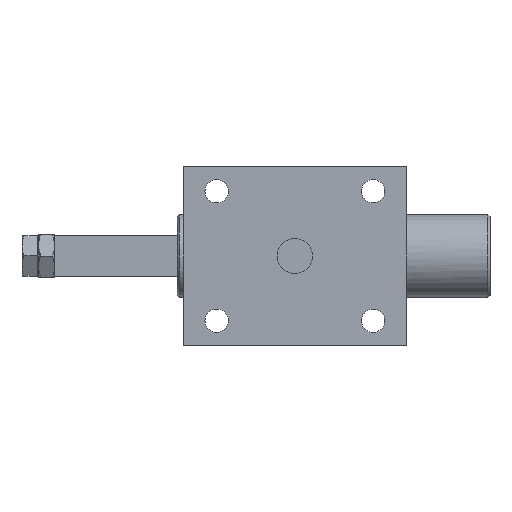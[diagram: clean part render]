
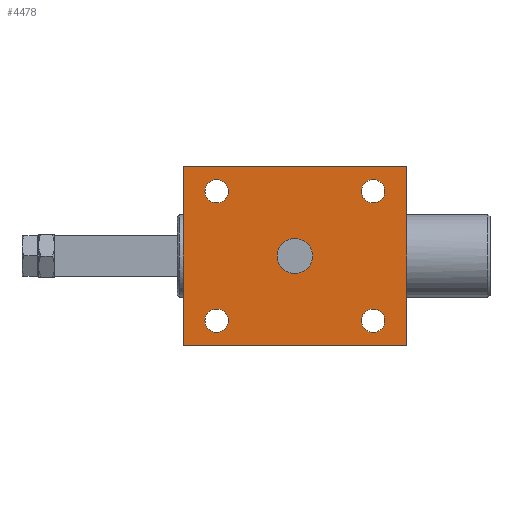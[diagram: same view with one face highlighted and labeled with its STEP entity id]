
A CAD part, front view. The second image highlights one B-rep face of the part: STEP entity #4478.
In plain terms, the highlighted planar face has unit normal (0, -1, 0).
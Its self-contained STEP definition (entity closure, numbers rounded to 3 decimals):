
#19 = LINE ( 'NONE', #3215, #1272 ) ;
#20 = EDGE_LOOP ( 'NONE', ( #3571, #786, #4125, #2885 ) ) ;
#39 = VERTEX_POINT ( 'NONE', #2879 ) ;
#61 = EDGE_CURVE ( 'NONE', #4336, #2789, #5967, .T. ) ;
#66 = CARTESIAN_POINT ( 'NONE',  ( 35., 0., -29. ) ) ;
#110 = EDGE_LOOP ( 'NONE', ( #1023, #5585 ) ) ;
#114 = AXIS2_PLACEMENT_3D ( 'NONE', #142, #3860, #695 ) ;
#116 = VERTEX_POINT ( 'NONE', #2577 ) ;
#142 = CARTESIAN_POINT ( 'NONE',  ( 0., 0., 0. ) ) ;
#152 = FACE_BOUND ( 'NONE', #5061, .T. ) ;
#155 = AXIS2_PLACEMENT_3D ( 'NONE', #4163, #3708, #3677 ) ;
#169 = CARTESIAN_POINT ( 'NONE',  ( 0., 0., 7.9 ) ) ;
#177 = CIRCLE ( 'NONE', #114, 7.9 ) ;
#273 = CIRCLE ( 'NONE', #473, 5.25 ) ;
#299 = VERTEX_POINT ( 'NONE', #1710 ) ;
#300 = EDGE_LOOP ( 'NONE', ( #3373, #3036 ) ) ;
#313 = DIRECTION ( 'NONE',  ( 1., 0., 0. ) ) ;
#341 = FACE_BOUND ( 'NONE', #300, .T. ) ;
#415 = EDGE_LOOP ( 'NONE', ( #4578, #721 ) ) ;
#440 = DIRECTION ( 'NONE',  ( 0., 0., 1. ) ) ;
#473 = AXIS2_PLACEMENT_3D ( 'NONE', #6088, #1062, #6401 ) ;
#486 = CIRCLE ( 'NONE', #3365, 5.25 ) ;
#551 = LINE ( 'NONE', #1722, #3380 ) ;
#572 = DIRECTION ( 'NONE',  ( 0., 0., 1. ) ) ;
#583 = DIRECTION ( 'NONE',  ( -1., 0., 0. ) ) ;
#595 = AXIS2_PLACEMENT_3D ( 'NONE', #2818, #2812, #2805 ) ;
#695 = DIRECTION ( 'NONE',  ( 0., 0., 1. ) ) ;
#721 = ORIENTED_EDGE ( 'NONE', *, *, #2039, .F. ) ;
#786 = ORIENTED_EDGE ( 'NONE', *, *, #1771, .F. ) ;
#807 = DIRECTION ( 'NONE',  ( 0., 1., 0. ) ) ;
#839 = CARTESIAN_POINT ( 'NONE',  ( 35., 0., -23.75 ) ) ;
#1023 = ORIENTED_EDGE ( 'NONE', *, *, #61, .F. ) ;
#1062 = DIRECTION ( 'NONE',  ( 0., -1., 0. ) ) ;
#1064 = DIRECTION ( 'NONE',  ( 0., 0., -1. ) ) ;
#1071 = DIRECTION ( 'NONE',  ( 0., -1., 0. ) ) ;
#1151 = CARTESIAN_POINT ( 'NONE',  ( 50., 0., -40. ) ) ;
#1200 = AXIS2_PLACEMENT_3D ( 'NONE', #6641, #1906, #5827 ) ;
#1272 = VECTOR ( 'NONE', #583, 1000. ) ;
#1342 = CARTESIAN_POINT ( 'NONE',  ( -50., 0., 40. ) ) ;
#1457 = CARTESIAN_POINT ( 'NONE',  ( 35., 0., 29. ) ) ;
#1474 = DIRECTION ( 'NONE',  ( 0., 0., -1. ) ) ;
#1571 = FACE_BOUND ( 'NONE', #415, .T. ) ;
#1707 = CARTESIAN_POINT ( 'NONE',  ( -35., 0., 23.75 ) ) ;
#1710 = CARTESIAN_POINT ( 'NONE',  ( -35., 0., -34.25 ) ) ;
#1722 = CARTESIAN_POINT ( 'NONE',  ( -50., 0., -40. ) ) ;
#1728 = EDGE_CURVE ( 'NONE', #2745, #4483, #551, .T. ) ;
#1771 = EDGE_CURVE ( 'NONE', #5783, #2745, #19, .T. ) ;
#1783 = EDGE_CURVE ( 'NONE', #1961, #5783, #2724, .T. ) ;
#1822 = EDGE_CURVE ( 'NONE', #39, #2058, #2555, .T. ) ;
#1862 = PLANE ( 'NONE',  #5649 ) ;
#1866 = DIRECTION ( 'NONE',  ( 0., 0., -1. ) ) ;
#1874 = EDGE_CURVE ( 'NONE', #6158, #116, #2976, .T. ) ;
#1906 = DIRECTION ( 'NONE',  ( 0., -1., 0. ) ) ;
#1946 = ORIENTED_EDGE ( 'NONE', *, *, #6303, .F. ) ;
#1954 = DIRECTION ( 'NONE',  ( 0., -1., 0. ) ) ;
#1961 = VERTEX_POINT ( 'NONE', #6795 ) ;
#2010 = DIRECTION ( 'NONE',  ( 0., 0., 1. ) ) ;
#2039 = EDGE_CURVE ( 'NONE', #6852, #299, #273, .T. ) ;
#2058 = VERTEX_POINT ( 'NONE', #169 ) ;
#2152 = EDGE_CURVE ( 'NONE', #2789, #4336, #4424, .T. ) ;
#2227 = EDGE_CURVE ( 'NONE', #116, #6158, #4254, .T. ) ;
#2257 = EDGE_CURVE ( 'NONE', #299, #6852, #4017, .T. ) ;
#2555 = CIRCLE ( 'NONE', #1200, 7.9 ) ;
#2577 = CARTESIAN_POINT ( 'NONE',  ( 35., 0., -34.25 ) ) ;
#2586 = EDGE_CURVE ( 'NONE', #5979, #3381, #4097, .T. ) ;
#2724 = LINE ( 'NONE', #4417, #5400 ) ;
#2745 = VERTEX_POINT ( 'NONE', #4822 ) ;
#2789 = VERTEX_POINT ( 'NONE', #3461 ) ;
#2805 = DIRECTION ( 'NONE',  ( 0., 0., 1. ) ) ;
#2812 = DIRECTION ( 'NONE',  ( 0., -1., 0. ) ) ;
#2818 = CARTESIAN_POINT ( 'NONE',  ( -35., 0., 29. ) ) ;
#2879 = CARTESIAN_POINT ( 'NONE',  ( 0., 0., -7.9 ) ) ;
#2885 = ORIENTED_EDGE ( 'NONE', *, *, #2901, .F. ) ;
#2901 = EDGE_CURVE ( 'NONE', #4483, #1961, #4520, .T. ) ;
#2939 = DIRECTION ( 'NONE',  ( 0., -1., 0. ) ) ;
#2975 = EDGE_CURVE ( 'NONE', #2058, #39, #177, .T. ) ;
#2976 = CIRCLE ( 'NONE', #5305, 5.25 ) ;
#3036 = ORIENTED_EDGE ( 'NONE', *, *, #1874, .F. ) ;
#3107 = DIRECTION ( 'NONE',  ( 0., -1., 0. ) ) ;
#3207 = AXIS2_PLACEMENT_3D ( 'NONE', #4796, #1071, #4342 ) ;
#3215 = CARTESIAN_POINT ( 'NONE',  ( -50., 0., -40. ) ) ;
#3271 = CARTESIAN_POINT ( 'NONE',  ( 35., 0., -29. ) ) ;
#3290 = CARTESIAN_POINT ( 'NONE',  ( 35., 0., 23.75 ) ) ;
#3365 = AXIS2_PLACEMENT_3D ( 'NONE', #1457, #5218, #2010 ) ;
#3373 = ORIENTED_EDGE ( 'NONE', *, *, #2227, .F. ) ;
#3380 = VECTOR ( 'NONE', #440, 1000. ) ;
#3381 = VERTEX_POINT ( 'NONE', #3290 ) ;
#3461 = CARTESIAN_POINT ( 'NONE',  ( -35., 0., 34.25 ) ) ;
#3571 = ORIENTED_EDGE ( 'NONE', *, *, #1728, .F. ) ;
#3677 = DIRECTION ( 'NONE',  ( 0., 0., 1. ) ) ;
#3698 = AXIS2_PLACEMENT_3D ( 'NONE', #66, #1954, #1474 ) ;
#3708 = DIRECTION ( 'NONE',  ( 0., -1., 0. ) ) ;
#3790 = ORIENTED_EDGE ( 'NONE', *, *, #1822, .F. ) ;
#3860 = DIRECTION ( 'NONE',  ( 0., -1., 0. ) ) ;
#3980 = CARTESIAN_POINT ( 'NONE',  ( -50., 0., 40. ) ) ;
#4017 = CIRCLE ( 'NONE', #3207, 5.25 ) ;
#4062 = AXIS2_PLACEMENT_3D ( 'NONE', #6762, #2939, #572 ) ;
#4097 = CIRCLE ( 'NONE', #155, 5.25 ) ;
#4125 = ORIENTED_EDGE ( 'NONE', *, *, #1783, .F. ) ;
#4163 = CARTESIAN_POINT ( 'NONE',  ( 35., 0., 29. ) ) ;
#4254 = CIRCLE ( 'NONE', #3698, 5.25 ) ;
#4336 = VERTEX_POINT ( 'NONE', #1707 ) ;
#4342 = DIRECTION ( 'NONE',  ( 0., 0., -1. ) ) ;
#4397 = FACE_BOUND ( 'NONE', #110, .T. ) ;
#4415 = CARTESIAN_POINT ( 'NONE',  ( 35., 0., 34.25 ) ) ;
#4417 = CARTESIAN_POINT ( 'NONE',  ( 50., 0., -40. ) ) ;
#4424 = CIRCLE ( 'NONE', #4062, 5.25 ) ;
#4478 = ADVANCED_FACE ( 'NONE', ( #1571, #4397, #5843, #341, #152, #5685 ), #1862, .F. ) ;
#4483 = VERTEX_POINT ( 'NONE', #5624 ) ;
#4520 = LINE ( 'NONE', #1342, #5787 ) ;
#4527 = DIRECTION ( 'NONE',  ( 0., 0., 1. ) ) ;
#4578 = ORIENTED_EDGE ( 'NONE', *, *, #2257, .F. ) ;
#4796 = CARTESIAN_POINT ( 'NONE',  ( -35., 0., -29. ) ) ;
#4822 = CARTESIAN_POINT ( 'NONE',  ( -50., 0., -40. ) ) ;
#5061 = EDGE_LOOP ( 'NONE', ( #6829, #3790 ) ) ;
#5218 = DIRECTION ( 'NONE',  ( 0., -1., 0. ) ) ;
#5305 = AXIS2_PLACEMENT_3D ( 'NONE', #3271, #3107, #1064 ) ;
#5400 = VECTOR ( 'NONE', #1866, 1000. ) ;
#5470 = EDGE_LOOP ( 'NONE', ( #1946, #6238 ) ) ;
#5585 = ORIENTED_EDGE ( 'NONE', *, *, #2152, .F. ) ;
#5624 = CARTESIAN_POINT ( 'NONE',  ( -50., 0., 40. ) ) ;
#5649 = AXIS2_PLACEMENT_3D ( 'NONE', #3980, #807, #4527 ) ;
#5685 = FACE_OUTER_BOUND ( 'NONE', #20, .T. ) ;
#5783 = VERTEX_POINT ( 'NONE', #1151 ) ;
#5787 = VECTOR ( 'NONE', #313, 1000. ) ;
#5827 = DIRECTION ( 'NONE',  ( 0., 0., 1. ) ) ;
#5843 = FACE_BOUND ( 'NONE', #5470, .T. ) ;
#5967 = CIRCLE ( 'NONE', #595, 5.25 ) ;
#5979 = VERTEX_POINT ( 'NONE', #4415 ) ;
#6088 = CARTESIAN_POINT ( 'NONE',  ( -35., 0., -29. ) ) ;
#6158 = VERTEX_POINT ( 'NONE', #839 ) ;
#6238 = ORIENTED_EDGE ( 'NONE', *, *, #2586, .F. ) ;
#6303 = EDGE_CURVE ( 'NONE', #3381, #5979, #486, .T. ) ;
#6401 = DIRECTION ( 'NONE',  ( 0., 0., -1. ) ) ;
#6492 = CARTESIAN_POINT ( 'NONE',  ( -35., 0., -23.75 ) ) ;
#6641 = CARTESIAN_POINT ( 'NONE',  ( 0., 0., 0. ) ) ;
#6762 = CARTESIAN_POINT ( 'NONE',  ( -35., 0., 29. ) ) ;
#6795 = CARTESIAN_POINT ( 'NONE',  ( 50., 0., 40. ) ) ;
#6829 = ORIENTED_EDGE ( 'NONE', *, *, #2975, .F. ) ;
#6852 = VERTEX_POINT ( 'NONE', #6492 ) ;
